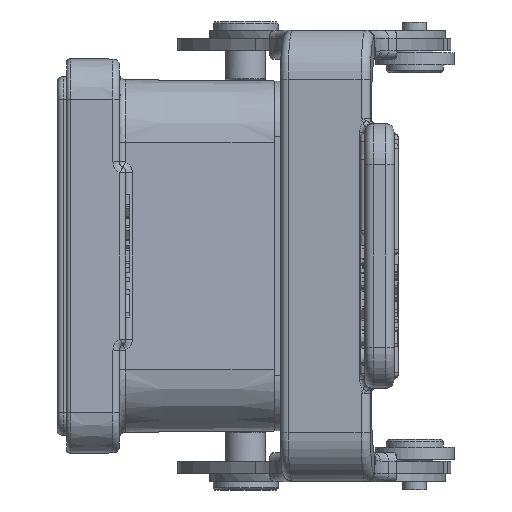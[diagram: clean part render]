
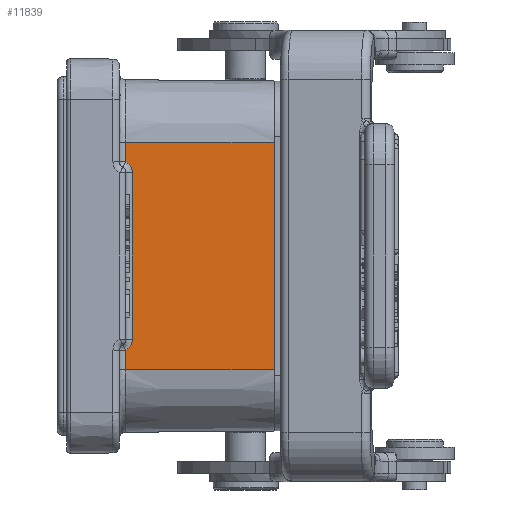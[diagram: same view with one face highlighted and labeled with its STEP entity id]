
A CAD part, left-side view. The second image highlights one B-rep face of the part: STEP entity #11839.
In plain terms, the highlighted planar face has unit normal (-1, -0.009, 0).
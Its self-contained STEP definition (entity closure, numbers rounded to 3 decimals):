
#7224=ELLIPSE('',#41353,1.6,1.6);
#7230=ELLIPSE('',#41449,1.6,1.6);
#9372=FACE_OUTER_BOUND('',#16671,.T.);
#11839=ADVANCED_FACE('',(#9372),#13070,.T.);
#13070=PLANE('',#41450);
#16671=EDGE_LOOP('',(#23279,#23280,#23281,#23282,#23283,#23284,#23285,#23286));
#23279=ORIENTED_EDGE('',*,*,#32704,.T.);
#23280=ORIENTED_EDGE('',*,*,#32605,.T.);
#23281=ORIENTED_EDGE('',*,*,#32607,.T.);
#23282=ORIENTED_EDGE('',*,*,#32453,.T.);
#23283=ORIENTED_EDGE('',*,*,#32446,.T.);
#23284=ORIENTED_EDGE('',*,*,#32703,.F.);
#23285=ORIENTED_EDGE('',*,*,#32705,.T.);
#23286=ORIENTED_EDGE('',*,*,#32706,.T.);
#28504=VERTEX_POINT('',#62076);
#28505=VERTEX_POINT('',#62078);
#28507=VERTEX_POINT('',#62092);
#28609=VERTEX_POINT('',#62417);
#28610=VERTEX_POINT('',#62419);
#28660=VERTEX_POINT('',#62645);
#28661=VERTEX_POINT('',#62649);
#28662=VERTEX_POINT('',#62651);
#32446=EDGE_CURVE('',#28505,#28504,#35846,.T.);
#32453=EDGE_CURVE('',#28507,#28505,#35849,.T.);
#32605=EDGE_CURVE('',#28609,#28610,#35975,.T.);
#32607=EDGE_CURVE('',#28610,#28507,#7224,.T.);
#32703=EDGE_CURVE('',#28660,#28504,#36018,.T.);
#32704=EDGE_CURVE('',#28661,#28609,#7230,.T.);
#32705=EDGE_CURVE('',#28660,#28662,#36019,.T.);
#32706=EDGE_CURVE('',#28662,#28661,#36020,.T.);
#35846=LINE('',#62077,#38431);
#35849=LINE('',#62095,#38434);
#35975=LINE('',#62420,#38560);
#36018=LINE('',#62646,#38603);
#36019=LINE('',#62650,#38604);
#36020=LINE('',#62652,#38605);
#38431=VECTOR('',#48236,1.);
#38434=VECTOR('',#48249,1.);
#38560=VECTOR('',#48529,1.);
#38603=VECTOR('',#48766,1.);
#38604=VECTOR('',#48771,1.);
#38605=VECTOR('',#48772,1.);
#41353=AXIS2_PLACEMENT_3D('',#62424,#48534,#48535);
#41449=AXIS2_PLACEMENT_3D('',#62648,#48769,#48770);
#41450=AXIS2_PLACEMENT_3D('',#62653,#48773,#48774);
#48236=DIRECTION('',(0.009,-1.,0.));
#48249=DIRECTION('',(0.,0.,-1.));
#48529=DIRECTION('',(0.,0.,-1.));
#48534=DIRECTION('',(1.,0.009,0.));
#48535=DIRECTION('',(-0.009,1.,0.));
#48766=DIRECTION('',(0.,0.,-1.));
#48769=DIRECTION('',(1.,0.009,0.));
#48770=DIRECTION('',(-0.009,1.,0.));
#48771=DIRECTION('',(-0.009,1.,0.));
#48772=DIRECTION('',(0.,0.,-1.));
#48773=DIRECTION('',(-1.,-0.009,0.));
#48774=DIRECTION('',(0.,0.,-1.));
#62076=CARTESIAN_POINT('',(-60.,0.,-14.));
#62077=CARTESIAN_POINT('',(-60.079,9.037,-14.));
#62078=CARTESIAN_POINT('',(-60.159,18.207,-14.));
#62092=CARTESIAN_POINT('',(-60.159,18.207,-11.586));
#62095=CARTESIAN_POINT('',(-60.159,18.207,-24.364));
#62417=CARTESIAN_POINT('',(-60.152,17.407,10.2));
#62419=CARTESIAN_POINT('',(-60.152,17.407,-10.2));
#62420=CARTESIAN_POINT('',(-60.152,17.407,0.));
#62424=CARTESIAN_POINT('',(-60.166,19.007,-10.2));
#62645=CARTESIAN_POINT('',(-60.,0.,14.));
#62646=CARTESIAN_POINT('',(-60.,0.,14.));
#62648=CARTESIAN_POINT('',(-60.166,19.007,10.2));
#62649=CARTESIAN_POINT('',(-60.159,18.207,11.586));
#62650=CARTESIAN_POINT('',(-60.079,9.037,14.));
#62651=CARTESIAN_POINT('',(-60.159,18.207,14.));
#62652=CARTESIAN_POINT('',(-60.159,18.207,-24.364));
#62653=CARTESIAN_POINT('',(-60.,0.,-24.364));
